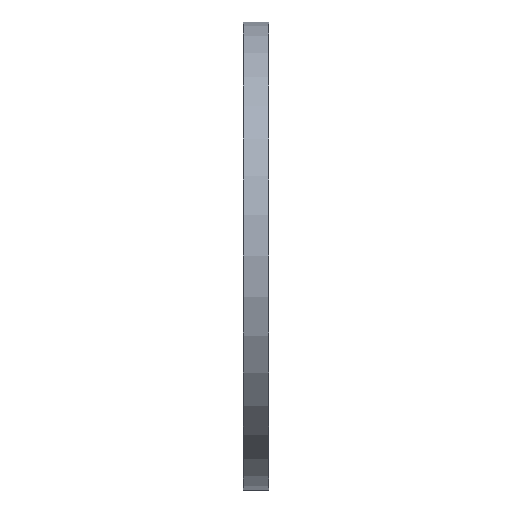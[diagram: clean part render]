
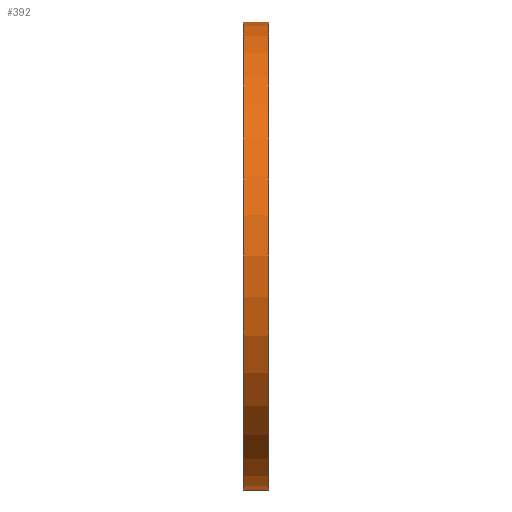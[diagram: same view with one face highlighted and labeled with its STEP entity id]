
A CAD part, left-side view. The second image highlights one B-rep face of the part: STEP entity #392.
In plain terms, the highlighted cylindrical face has radius 110 mm (diameter 220 mm), a partial arc.
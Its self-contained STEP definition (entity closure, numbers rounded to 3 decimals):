
#5 = VERTEX_POINT ( 'NONE', #351 ) ;
#36 = CARTESIAN_POINT ( 'NONE',  ( 0., 38.545, 110. ) ) ;
#63 = ORIENTED_EDGE ( 'NONE', *, *, #621, .F. ) ;
#76 = DIRECTION ( 'NONE',  ( 0., 0., 1. ) ) ;
#82 = VECTOR ( 'NONE', #588, 1000. ) ;
#124 = AXIS2_PLACEMENT_3D ( 'NONE', #332, #744, #76 ) ;
#216 = AXIS2_PLACEMENT_3D ( 'NONE', #317, #331, #598 ) ;
#238 = EDGE_CURVE ( 'NONE', #516, #748, #533, .T. ) ;
#260 = CIRCLE ( 'NONE', #216, 110. ) ;
#313 = ORIENTED_EDGE ( 'NONE', *, *, #676, .T. ) ;
#317 = CARTESIAN_POINT ( 'NONE',  ( 0., 12., 0. ) ) ;
#331 = DIRECTION ( 'NONE',  ( 0., 1., 0. ) ) ;
#332 = CARTESIAN_POINT ( 'NONE',  ( 0., 0., 0. ) ) ;
#351 = CARTESIAN_POINT ( 'NONE',  ( 0., 12., 110. ) ) ;
#362 = FACE_OUTER_BOUND ( 'NONE', #527, .T. ) ;
#392 = ADVANCED_FACE ( 'NONE', ( #362 ), #583, .T. ) ;
#422 = VERTEX_POINT ( 'NONE', #851 ) ;
#485 = ORIENTED_EDGE ( 'NONE', *, *, #238, .T. ) ;
#507 = CARTESIAN_POINT ( 'NONE',  ( 0., 38.545, 0. ) ) ;
#516 = VERTEX_POINT ( 'NONE', #646 ) ;
#527 = EDGE_LOOP ( 'NONE', ( #849, #485, #313, #63 ) ) ;
#533 = CIRCLE ( 'NONE', #124, 110. ) ;
#583 = CYLINDRICAL_SURFACE ( 'NONE', #840, 110. ) ;
#588 = DIRECTION ( 'NONE',  ( 0., 1., 0. ) ) ;
#598 = DIRECTION ( 'NONE',  ( 0., 0., 1. ) ) ;
#608 = CARTESIAN_POINT ( 'NONE',  ( 0., 38.545, -110. ) ) ;
#618 = LINE ( 'NONE', #608, #697 ) ;
#621 = EDGE_CURVE ( 'NONE', #422, #5, #260, .T. ) ;
#646 = CARTESIAN_POINT ( 'NONE',  ( 0., 0., -110. ) ) ;
#651 = LINE ( 'NONE', #36, #82 ) ;
#676 = EDGE_CURVE ( 'NONE', #748, #5, #651, .T. ) ;
#686 = CARTESIAN_POINT ( 'NONE',  ( 0., 0., 110. ) ) ;
#693 = EDGE_CURVE ( 'NONE', #516, #422, #618, .T. ) ;
#697 = VECTOR ( 'NONE', #818, 1000. ) ;
#699 = DIRECTION ( 'NONE',  ( 0., 1., 0. ) ) ;
#744 = DIRECTION ( 'NONE',  ( 0., 1., 0. ) ) ;
#748 = VERTEX_POINT ( 'NONE', #686 ) ;
#769 = DIRECTION ( 'NONE',  ( 0., 0., 1. ) ) ;
#818 = DIRECTION ( 'NONE',  ( 0., 1., 0. ) ) ;
#840 = AXIS2_PLACEMENT_3D ( 'NONE', #507, #699, #769 ) ;
#849 = ORIENTED_EDGE ( 'NONE', *, *, #693, .F. ) ;
#851 = CARTESIAN_POINT ( 'NONE',  ( 0., 12., -110. ) ) ;
